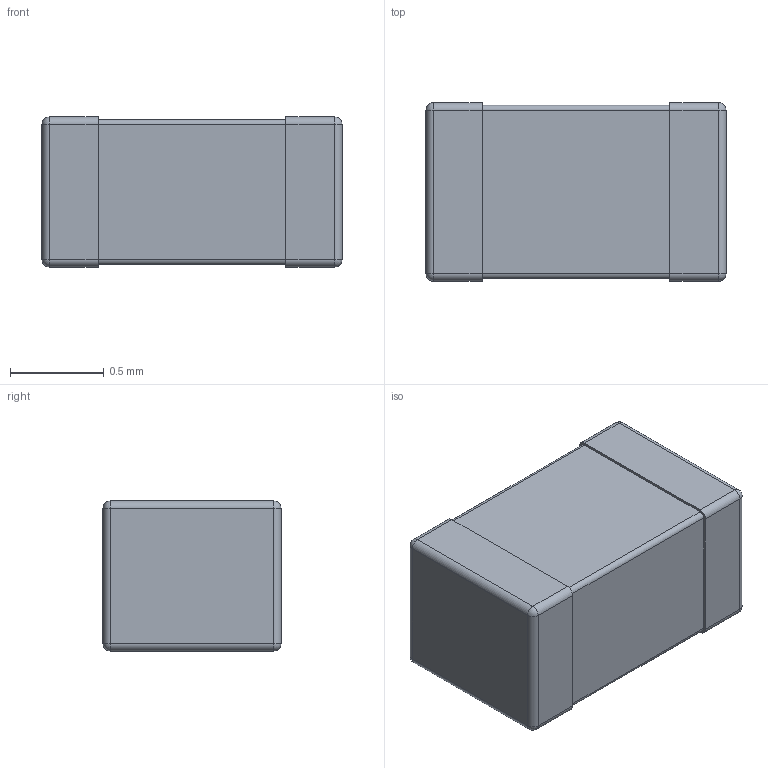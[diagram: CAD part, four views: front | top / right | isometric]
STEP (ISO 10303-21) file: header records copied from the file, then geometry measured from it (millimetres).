
FILE_DESCRIPTION (( 'STEP AP214' ), '1' );
FILE_NAME ('LQG18HNR10J00D.STEP', '2020-01-17T11:36:04', ( '' ), ( '' ), 'SwSTEP 2.0', 'SolidWorks 2017', '' );
FILE_SCHEMA (( 'AUTOMOTIVE_DESIGN' ));
Length unit declared in the file: millimetre
Products named in the file (1): LQG18HNR10J00D
Bounding box: 1.6 x 0.95 x 0.8 mm (x, y, z)
Volume: 1.2 mm3; surface area: 10.5 mm2
Topology: 4 solids, 4 shells, 56 faces, 126 edges, 70 vertices
Faces by surface type: plane 28, cylinder 20, sphere 8
Entity records: 1535 total; most frequent: DIRECTION 272, CARTESIAN_POINT 245, ORIENTED_EDGE 236, EDGE_CURVE 118, AXIS2_PLACEMENT_3D 97, VECTOR 78, LINE 78, VERTEX_POINT 70
